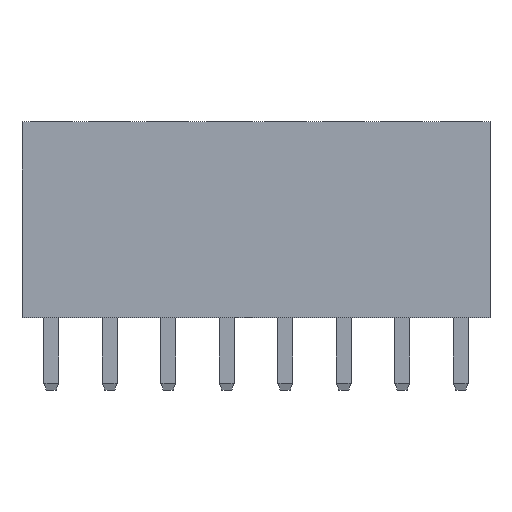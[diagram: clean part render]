
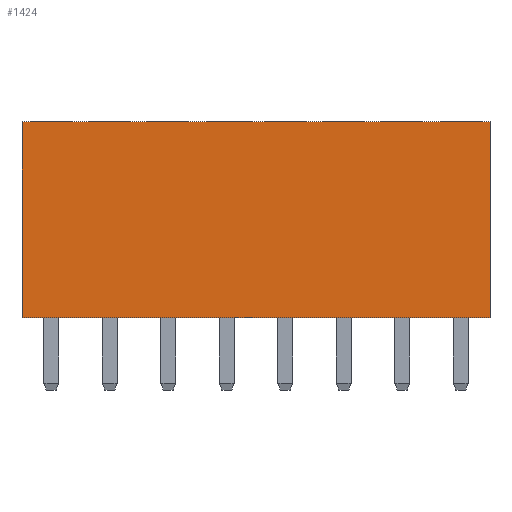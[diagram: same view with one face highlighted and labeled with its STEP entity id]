
A CAD part, top view. The second image highlights one B-rep face of the part: STEP entity #1424.
In plain terms, the highlighted planar face has unit normal (0, 0, 1).
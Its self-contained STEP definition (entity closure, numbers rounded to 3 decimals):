
#1193 = ORIENTED_EDGE ( 'NONE', *, *, #1434, .T. ) ;
#1194 = ORIENTED_EDGE ( 'NONE', *, *, #1328, .F. ) ;
#1234 = EDGE_CURVE ( 'NONE', #1320, #1256, #3454, .T. ) ;
#1236 = VERTEX_POINT ( 'NONE', #3445 ) ;
#1256 = VERTEX_POINT ( 'NONE', #3676 ) ;
#1320 = VERTEX_POINT ( 'NONE', #3733 ) ;
#1322 = ORIENTED_EDGE ( 'NONE', *, *, #1234, .T. ) ;
#1325 = ORIENTED_EDGE ( 'NONE', *, *, #1326, .F. ) ;
#1326 = EDGE_CURVE ( 'NONE', #1236, #1256, #3727, .T. ) ;
#1328 = EDGE_CURVE ( 'NONE', #1341, #1236, #3719, .T. ) ;
#1341 = VERTEX_POINT ( 'NONE', #3547 ) ;
#1424 = ADVANCED_FACE ( 'NONE', ( #3816 ), #3815, .F. ) ;
#1425 = EDGE_LOOP ( 'NONE', ( #1322, #1325, #1194, #1193 ) ) ;
#1434 = EDGE_CURVE ( 'NONE', #1341, #1320, #3787, .T. ) ;
#3445 = CARTESIAN_POINT ( 'NONE',  ( 1.27, 8.5, 1.27 ) ) ;
#3446 = DIRECTION ( 'NONE',  ( 1., 0., 0. ) ) ;
#3447 = VECTOR ( 'NONE', #3446, 1000. ) ;
#3448 = CARTESIAN_POINT ( 'NONE',  ( -1.27, 0., 1.27 ) ) ;
#3454 = LINE ( 'NONE', #3448, #3447 ) ;
#3547 = CARTESIAN_POINT ( 'NONE',  ( -19.05, 8.5, 1.27 ) ) ;
#3562 = DIRECTION ( 'NONE',  ( 1., 0., 0. ) ) ;
#3563 = VECTOR ( 'NONE', #3562, 1000. ) ;
#3564 = CARTESIAN_POINT ( 'NONE',  ( -1.27, 8.5, 1.27 ) ) ;
#3676 = CARTESIAN_POINT ( 'NONE',  ( 1.27, 0., 1.27 ) ) ;
#3719 = LINE ( 'NONE', #3564, #3563 ) ;
#3724 = DIRECTION ( 'NONE',  ( 0., -1., 0. ) ) ;
#3725 = VECTOR ( 'NONE', #3724, 1000. ) ;
#3726 = CARTESIAN_POINT ( 'NONE',  ( 1.27, 8.5, 1.27 ) ) ;
#3727 = LINE ( 'NONE', #3726, #3725 ) ;
#3733 = CARTESIAN_POINT ( 'NONE',  ( -19.05, 0., 1.27 ) ) ;
#3785 = VECTOR ( 'NONE', #3899, 1000. ) ;
#3786 = CARTESIAN_POINT ( 'NONE',  ( -19.05, 8.5, 1.27 ) ) ;
#3787 = LINE ( 'NONE', #3786, #3785 ) ;
#3800 = DIRECTION ( 'NONE',  ( -1., 0., 0. ) ) ;
#3801 = DIRECTION ( 'NONE',  ( 0., 0., -1. ) ) ;
#3802 = CARTESIAN_POINT ( 'NONE',  ( -1.27, 8.5, 1.27 ) ) ;
#3803 = AXIS2_PLACEMENT_3D ( 'NONE', #3802, #3801, #3800 ) ;
#3815 = PLANE ( 'NONE',  #3803 ) ;
#3816 = FACE_OUTER_BOUND ( 'NONE', #1425, .T. ) ;
#3899 = DIRECTION ( 'NONE',  ( 0., -1., 0. ) ) ;
